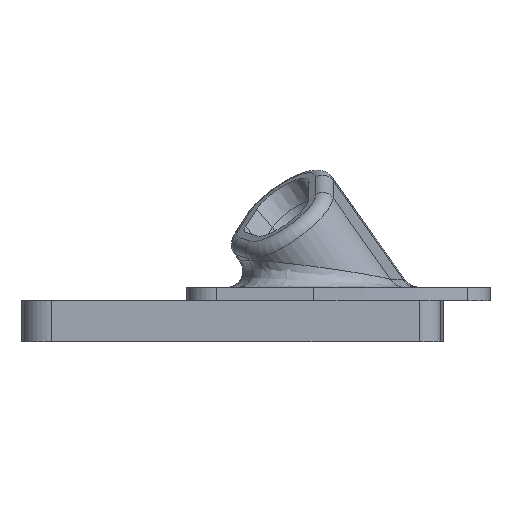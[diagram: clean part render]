
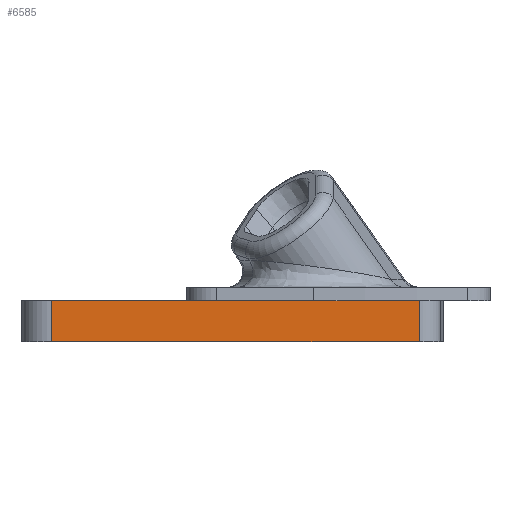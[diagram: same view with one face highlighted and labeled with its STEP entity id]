
A CAD part, left-side view. The second image highlights one B-rep face of the part: STEP entity #6585.
In plain terms, the highlighted planar face has unit normal (-1, 0, 0).
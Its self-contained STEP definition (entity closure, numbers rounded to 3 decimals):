
#3486 = PLANE('',#3487);
#3487 = AXIS2_PLACEMENT_3D('',#3488,#3489,#3490);
#3488 = CARTESIAN_POINT('',(0.,0.,-1.6));
#3489 = DIRECTION('',(0.,0.,1.));
#3490 = DIRECTION('',(1.,0.,0.));
#3949 = VERTEX_POINT('',#3950);
#3950 = CARTESIAN_POINT('',(-72.8,18.4,-1.6));
#3964 = PLANE('',#3965);
#3965 = AXIS2_PLACEMENT_3D('',#3966,#3967,#3968);
#3966 = CARTESIAN_POINT('',(0.,12.8,-1.6));
#3967 = DIRECTION('',(0.,0.,-1.));
#3968 = DIRECTION('',(-1.,0.,0.));
#5258 = EDGE_CURVE('',#3949,#5259,#5261,.T.);
#5259 = VERTEX_POINT('',#5260);
#5260 = CARTESIAN_POINT('',(-72.8,-9.8,-1.6));
#5261 = SURFACE_CURVE('',#5262,(#5266,#5273),.PCURVE_S1.);
#5262 = LINE('',#5263,#5264);
#5263 = CARTESIAN_POINT('',(-72.8,-4.9,-1.6));
#5264 = VECTOR('',#5265,1.);
#5265 = DIRECTION('',(0.,-1.,0.));
#5266 = PCURVE('',#3486,#5267);
#5267 = DEFINITIONAL_REPRESENTATION('',(#5268),#5272);
#5268 = LINE('',#5269,#5270);
#5269 = CARTESIAN_POINT('',(-72.8,-4.9));
#5270 = VECTOR('',#5271,1.);
#5271 = DIRECTION('',(0.,-1.));
#5272 = ( GEOMETRIC_REPRESENTATION_CONTEXT(2) 
PARAMETRIC_REPRESENTATION_CONTEXT() REPRESENTATION_CONTEXT('2D SPACE',''
  ) );
#5273 = PCURVE('',#5274,#5279);
#5274 = PLANE('',#5275);
#5275 = AXIS2_PLACEMENT_3D('',#5276,#5277,#5278);
#5276 = CARTESIAN_POINT('',(-72.8,-9.8,-1.6));
#5277 = DIRECTION('',(-1.,0.,0.));
#5278 = DIRECTION('',(0.,1.,0.));
#5279 = DEFINITIONAL_REPRESENTATION('',(#5280),#5284);
#5280 = LINE('',#5281,#5282);
#5281 = CARTESIAN_POINT('',(4.9,0.));
#5282 = VECTOR('',#5283,1.);
#5283 = DIRECTION('',(-1.,0.));
#5284 = ( GEOMETRIC_REPRESENTATION_CONTEXT(2) 
PARAMETRIC_REPRESENTATION_CONTEXT() REPRESENTATION_CONTEXT('2D SPACE',''
  ) );
#5303 = CYLINDRICAL_SURFACE('',#5304,2.6);
#5304 = AXIS2_PLACEMENT_3D('',#5305,#5306,#5307);
#5305 = CARTESIAN_POINT('',(-70.2,-9.8,-1.6));
#5306 = DIRECTION('',(0.,0.,-1.));
#5307 = DIRECTION('',(0.,-1.,0.));
#5829 = VERTEX_POINT('',#5830);
#5830 = CARTESIAN_POINT('',(-72.8,34.8,-1.6));
#5845 = CYLINDRICAL_SURFACE('',#5846,3.6);
#5846 = AXIS2_PLACEMENT_3D('',#5847,#5848,#5849);
#5847 = CARTESIAN_POINT('',(-69.2,34.8,-1.6));
#5848 = DIRECTION('',(0.,0.,-1.));
#5849 = DIRECTION('',(-1.,0.,0.));
#5857 = EDGE_CURVE('',#3949,#5829,#5858,.T.);
#5858 = SURFACE_CURVE('',#5859,(#5863,#5870),.PCURVE_S1.);
#5859 = LINE('',#5860,#5861);
#5860 = CARTESIAN_POINT('',(-72.8,-9.8,-1.6));
#5861 = VECTOR('',#5862,1.);
#5862 = DIRECTION('',(0.,1.,0.));
#5863 = PCURVE('',#3964,#5864);
#5864 = DEFINITIONAL_REPRESENTATION('',(#5865),#5869);
#5865 = LINE('',#5866,#5867);
#5866 = CARTESIAN_POINT('',(72.8,-22.6));
#5867 = VECTOR('',#5868,1.);
#5868 = DIRECTION('',(0.,1.));
#5869 = ( GEOMETRIC_REPRESENTATION_CONTEXT(2) 
PARAMETRIC_REPRESENTATION_CONTEXT() REPRESENTATION_CONTEXT('2D SPACE',''
  ) );
#5870 = PCURVE('',#5274,#5871);
#5871 = DEFINITIONAL_REPRESENTATION('',(#5872),#5876);
#5872 = LINE('',#5873,#5874);
#5873 = CARTESIAN_POINT('',(0.,0.));
#5874 = VECTOR('',#5875,1.);
#5875 = DIRECTION('',(1.,0.));
#5876 = ( GEOMETRIC_REPRESENTATION_CONTEXT(2) 
PARAMETRIC_REPRESENTATION_CONTEXT() REPRESENTATION_CONTEXT('2D SPACE',''
  ) );
#6585 = ADVANCED_FACE('',(#6586),#5274,.T.);
#6586 = FACE_BOUND('',#6587,.T.);
#6587 = EDGE_LOOP('',(#6588,#6589,#6590,#6613,#6641));
#6588 = ORIENTED_EDGE('',*,*,#5258,.F.);
#6589 = ORIENTED_EDGE('',*,*,#5857,.T.);
#6590 = ORIENTED_EDGE('',*,*,#6591,.T.);
#6591 = EDGE_CURVE('',#5829,#6592,#6594,.T.);
#6592 = VERTEX_POINT('',#6593);
#6593 = CARTESIAN_POINT('',(-72.8,34.8,-6.6));
#6594 = SURFACE_CURVE('',#6595,(#6599,#6606),.PCURVE_S1.);
#6595 = LINE('',#6596,#6597);
#6596 = CARTESIAN_POINT('',(-72.8,34.8,-1.6));
#6597 = VECTOR('',#6598,1.);
#6598 = DIRECTION('',(0.,0.,-1.));
#6599 = PCURVE('',#5274,#6600);
#6600 = DEFINITIONAL_REPRESENTATION('',(#6601),#6605);
#6601 = LINE('',#6602,#6603);
#6602 = CARTESIAN_POINT('',(44.6,0.));
#6603 = VECTOR('',#6604,1.);
#6604 = DIRECTION('',(0.,1.));
#6605 = ( GEOMETRIC_REPRESENTATION_CONTEXT(2) 
PARAMETRIC_REPRESENTATION_CONTEXT() REPRESENTATION_CONTEXT('2D SPACE',''
  ) );
#6606 = PCURVE('',#5845,#6607);
#6607 = DEFINITIONAL_REPRESENTATION('',(#6608),#6612);
#6608 = LINE('',#6609,#6610);
#6609 = CARTESIAN_POINT('',(0.,0.));
#6610 = VECTOR('',#6611,1.);
#6611 = DIRECTION('',(0.,1.));
#6612 = ( GEOMETRIC_REPRESENTATION_CONTEXT(2) 
PARAMETRIC_REPRESENTATION_CONTEXT() REPRESENTATION_CONTEXT('2D SPACE',''
  ) );
#6613 = ORIENTED_EDGE('',*,*,#6614,.F.);
#6614 = EDGE_CURVE('',#6615,#6592,#6617,.T.);
#6615 = VERTEX_POINT('',#6616);
#6616 = CARTESIAN_POINT('',(-72.8,-9.8,-6.6));
#6617 = SURFACE_CURVE('',#6618,(#6622,#6629),.PCURVE_S1.);
#6618 = LINE('',#6619,#6620);
#6619 = CARTESIAN_POINT('',(-72.8,-9.8,-6.6));
#6620 = VECTOR('',#6621,1.);
#6621 = DIRECTION('',(0.,1.,0.));
#6622 = PCURVE('',#5274,#6623);
#6623 = DEFINITIONAL_REPRESENTATION('',(#6624),#6628);
#6624 = LINE('',#6625,#6626);
#6625 = CARTESIAN_POINT('',(0.,5.));
#6626 = VECTOR('',#6627,1.);
#6627 = DIRECTION('',(1.,0.));
#6628 = ( GEOMETRIC_REPRESENTATION_CONTEXT(2) 
PARAMETRIC_REPRESENTATION_CONTEXT() REPRESENTATION_CONTEXT('2D SPACE',''
  ) );
#6629 = PCURVE('',#6630,#6635);
#6630 = PLANE('',#6631);
#6631 = AXIS2_PLACEMENT_3D('',#6632,#6633,#6634);
#6632 = CARTESIAN_POINT('',(0.,12.8,-6.6));
#6633 = DIRECTION('',(0.,0.,-1.));
#6634 = DIRECTION('',(-1.,0.,0.));
#6635 = DEFINITIONAL_REPRESENTATION('',(#6636),#6640);
#6636 = LINE('',#6637,#6638);
#6637 = CARTESIAN_POINT('',(72.8,-22.6));
#6638 = VECTOR('',#6639,1.);
#6639 = DIRECTION('',(0.,1.));
#6640 = ( GEOMETRIC_REPRESENTATION_CONTEXT(2) 
PARAMETRIC_REPRESENTATION_CONTEXT() REPRESENTATION_CONTEXT('2D SPACE',''
  ) );
#6641 = ORIENTED_EDGE('',*,*,#6642,.F.);
#6642 = EDGE_CURVE('',#5259,#6615,#6643,.T.);
#6643 = SURFACE_CURVE('',#6644,(#6648,#6655),.PCURVE_S1.);
#6644 = LINE('',#6645,#6646);
#6645 = CARTESIAN_POINT('',(-72.8,-9.8,-1.6));
#6646 = VECTOR('',#6647,1.);
#6647 = DIRECTION('',(0.,0.,-1.));
#6648 = PCURVE('',#5274,#6649);
#6649 = DEFINITIONAL_REPRESENTATION('',(#6650),#6654);
#6650 = LINE('',#6651,#6652);
#6651 = CARTESIAN_POINT('',(0.,0.));
#6652 = VECTOR('',#6653,1.);
#6653 = DIRECTION('',(0.,1.));
#6654 = ( GEOMETRIC_REPRESENTATION_CONTEXT(2) 
PARAMETRIC_REPRESENTATION_CONTEXT() REPRESENTATION_CONTEXT('2D SPACE',''
  ) );
#6655 = PCURVE('',#5303,#6656);
#6656 = DEFINITIONAL_REPRESENTATION('',(#6657),#6661);
#6657 = LINE('',#6658,#6659);
#6658 = CARTESIAN_POINT('',(1.571,0.));
#6659 = VECTOR('',#6660,1.);
#6660 = DIRECTION('',(0.,1.));
#6661 = ( GEOMETRIC_REPRESENTATION_CONTEXT(2) 
PARAMETRIC_REPRESENTATION_CONTEXT() REPRESENTATION_CONTEXT('2D SPACE',''
  ) );
